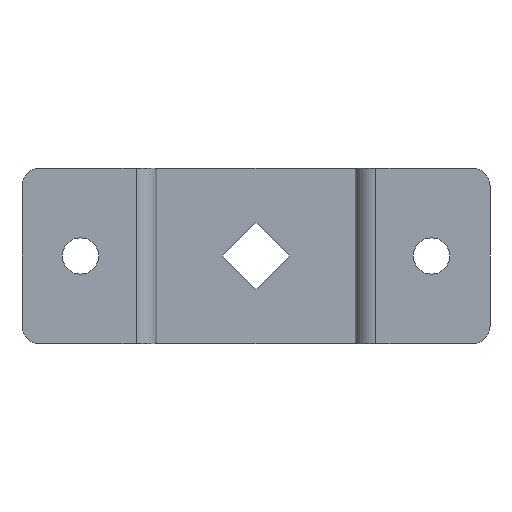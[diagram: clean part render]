
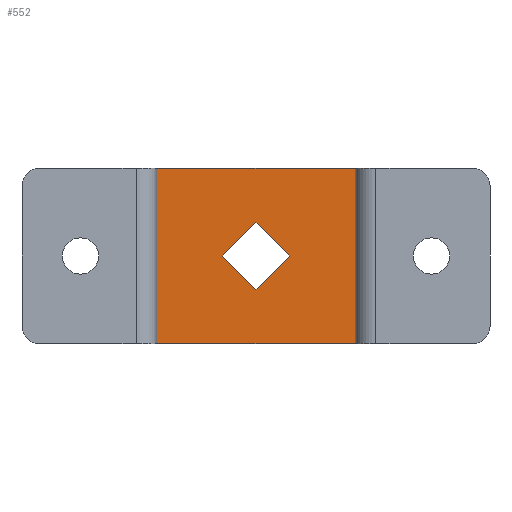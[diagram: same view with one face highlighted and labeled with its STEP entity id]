
A CAD part, front view. The second image highlights one B-rep face of the part: STEP entity #552.
In plain terms, the highlighted planar face has unit normal (0, -1, 0).
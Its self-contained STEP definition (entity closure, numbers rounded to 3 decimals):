
#88 = EDGE_CURVE ( 'NONE', #599, #605, #298, .T. ) ;
#89 = EDGE_CURVE ( 'NONE', #596, #445, #301, .T. ) ;
#90 = EDGE_CURVE ( 'NONE', #604, #448, #304, .T. ) ;
#150 = ORIENTED_EDGE ( 'NONE', *, *, #628, .T. ) ;
#151 = ORIENTED_EDGE ( 'NONE', *, *, #622, .T. ) ;
#152 = ORIENTED_EDGE ( 'NONE', *, *, #620, .F. ) ;
#153 = ORIENTED_EDGE ( 'NONE', *, *, #90, .F. ) ;
#175 = ORIENTED_EDGE ( 'NONE', *, *, #89, .T. ) ;
#176 = ORIENTED_EDGE ( 'NONE', *, *, #88, .T. ) ;
#177 = ORIENTED_EDGE ( 'NONE', *, *, #624, .T. ) ;
#178 = ORIENTED_EDGE ( 'NONE', *, *, #621, .T. ) ;
#191 = EDGE_LOOP ( 'NONE', ( #151, #153, #152, #150 ) ) ;
#192 = EDGE_LOOP ( 'NONE', ( #175, #177, #176, #178 ) ) ;
#298 = LINE ( 'NONE', #299, #825 ) ;
#299 = CARTESIAN_POINT ( 'NONE',  ( 0., 0., -5.657 ) ) ;
#300 = DIRECTION ( 'NONE',  ( -0.707, 0., 0.707 ) ) ;
#301 = LINE ( 'NONE', #302, #820 ) ;
#302 = CARTESIAN_POINT ( 'NONE',  ( 0., 0., 5.657 ) ) ;
#303 = DIRECTION ( 'NONE',  ( 0.707, 0., -0.707 ) ) ;
#304 = LINE ( 'NONE', #305, #504 ) ;
#305 = CARTESIAN_POINT ( 'NONE',  ( 17., 0., 15. ) ) ;
#306 = DIRECTION ( 'NONE',  ( 0., 0., -1. ) ) ;
#333 = CARTESIAN_POINT ( 'NONE',  ( 5.657, 0., 0. ) ) ;
#334 = CARTESIAN_POINT ( 'NONE',  ( -17., 0., 15. ) ) ;
#336 = CARTESIAN_POINT ( 'NONE',  ( 17., 0., -15. ) ) ;
#365 = PLANE ( 'NONE',  #542 ) ;
#366 = CARTESIAN_POINT ( 'NONE',  ( -17., 0., 15. ) ) ;
#367 = DIRECTION ( 'NONE',  ( 0., 1., 0. ) ) ;
#368 = DIRECTION ( 'NONE',  ( 0., 0., 1. ) ) ;
#445 = VERTEX_POINT ( 'NONE', #333 ) ;
#446 = VERTEX_POINT ( 'NONE', #334 ) ;
#448 = VERTEX_POINT ( 'NONE', #336 ) ;
#474 = FACE_BOUND ( 'NONE', #192, .T. ) ;
#504 = VECTOR ( 'NONE', #306, 1000. ) ;
#536 = FACE_OUTER_BOUND ( 'NONE', #191, .T. ) ;
#542 = AXIS2_PLACEMENT_3D ( 'NONE', #366, #367, #368 ) ;
#552 = ADVANCED_FACE ( 'NONE', ( #474, #536 ), #365, .F. ) ;
#596 = VERTEX_POINT ( 'NONE', #930 ) ;
#599 = VERTEX_POINT ( 'NONE', #933 ) ;
#603 = VERTEX_POINT ( 'NONE', #937 ) ;
#604 = VERTEX_POINT ( 'NONE', #938 ) ;
#605 = VERTEX_POINT ( 'NONE', #939 ) ;
#620 = EDGE_CURVE ( 'NONE', #446, #604, #966, .T. ) ;
#621 = EDGE_CURVE ( 'NONE', #605, #596, #969, .T. ) ;
#622 = EDGE_CURVE ( 'NONE', #603, #448, #972, .T. ) ;
#624 = EDGE_CURVE ( 'NONE', #445, #599, #978, .T. ) ;
#628 = EDGE_CURVE ( 'NONE', #446, #603, #990, .T. ) ;
#675 = VECTOR ( 'NONE', #968, 1000. ) ;
#682 = VECTOR ( 'NONE', #980, 1000. ) ;
#686 = VECTOR ( 'NONE', #992, 1000. ) ;
#690 = VECTOR ( 'NONE', #971, 1000. ) ;
#693 = VECTOR ( 'NONE', #974, 1000. ) ;
#820 = VECTOR ( 'NONE', #303, 1000. ) ;
#825 = VECTOR ( 'NONE', #300, 1000. ) ;
#930 = CARTESIAN_POINT ( 'NONE',  ( 0., 0., 5.657 ) ) ;
#933 = CARTESIAN_POINT ( 'NONE',  ( 0., 0., -5.657 ) ) ;
#937 = CARTESIAN_POINT ( 'NONE',  ( -17., 0., -15. ) ) ;
#938 = CARTESIAN_POINT ( 'NONE',  ( 17., 0., 15. ) ) ;
#939 = CARTESIAN_POINT ( 'NONE',  ( -5.657, 0., 0. ) ) ;
#966 = LINE ( 'NONE', #967, #675 ) ;
#967 = CARTESIAN_POINT ( 'NONE',  ( -17., 0., 15. ) ) ;
#968 = DIRECTION ( 'NONE',  ( 1., 0., 0. ) ) ;
#969 = LINE ( 'NONE', #970, #690 ) ;
#970 = CARTESIAN_POINT ( 'NONE',  ( -5.657, 0., 0. ) ) ;
#971 = DIRECTION ( 'NONE',  ( 0.707, 0., 0.707 ) ) ;
#972 = LINE ( 'NONE', #973, #693 ) ;
#973 = CARTESIAN_POINT ( 'NONE',  ( -17., 0., -15. ) ) ;
#974 = DIRECTION ( 'NONE',  ( 1., 0., 0. ) ) ;
#978 = LINE ( 'NONE', #979, #682 ) ;
#979 = CARTESIAN_POINT ( 'NONE',  ( 5.657, 0., 0. ) ) ;
#980 = DIRECTION ( 'NONE',  ( -0.707, 0., -0.707 ) ) ;
#990 = LINE ( 'NONE', #991, #686 ) ;
#991 = CARTESIAN_POINT ( 'NONE',  ( -17., 0., 15. ) ) ;
#992 = DIRECTION ( 'NONE',  ( 0., 0., -1. ) ) ;
